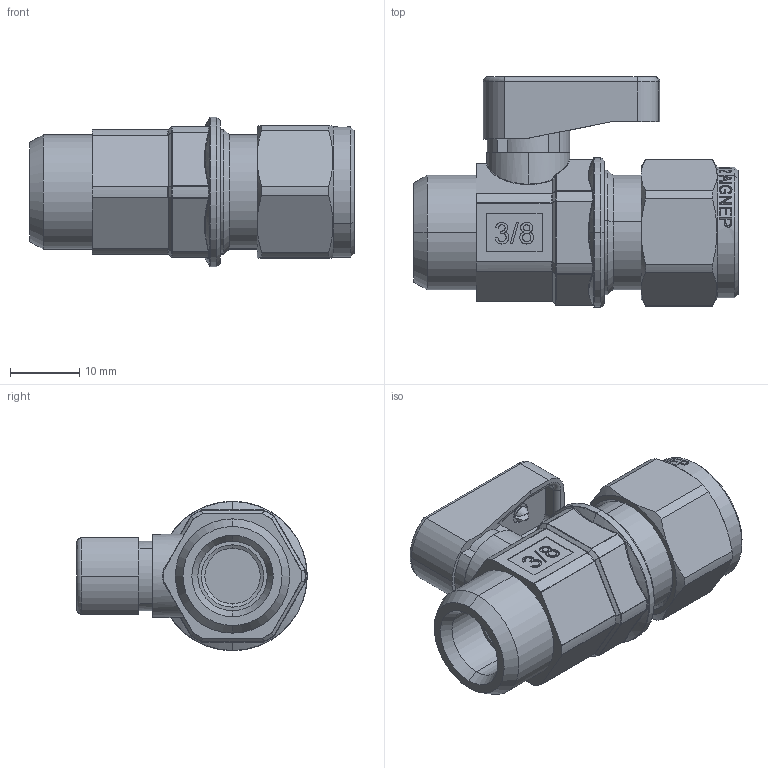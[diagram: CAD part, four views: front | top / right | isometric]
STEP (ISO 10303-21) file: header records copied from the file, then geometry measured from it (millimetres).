
FILE_DESCRIPTION (( 'STEP AP214' ), '1' );
FILE_NAME ('0644000008.step', '2012-10-02T16:32:52', ( '' ), ( '' ), 'SwSTEP 2.0', 'SolidWorks 2012', '' );
FILE_SCHEMA (( 'AUTOMOTIVE_DESIGN' ));
Length unit declared in the file: millimetre
Products named in the file (1): 0644000008
Bounding box: 46.8 x 33.3 x 21.6 mm (x, y, z)
Volume: 13987.2 mm3; surface area: 5534.3 mm2
Topology: 8 solids, 17 shells, 982 faces, 2467 edges, 1559 vertices
Faces by surface type: bspline 367, plane 352, cylinder 158, torus 46, cone 37, sphere 22
Entity records: 49248 total; most frequent: CARTESIAN_POINT 28488, ORIENTED_EDGE 4902, DIRECTION 3237, EDGE_CURVE 2451, VERTEX_POINT 1559, AXIS2_PLACEMENT_3D 1130, EDGE_LOOP 1050, ADVANCED_FACE 982
